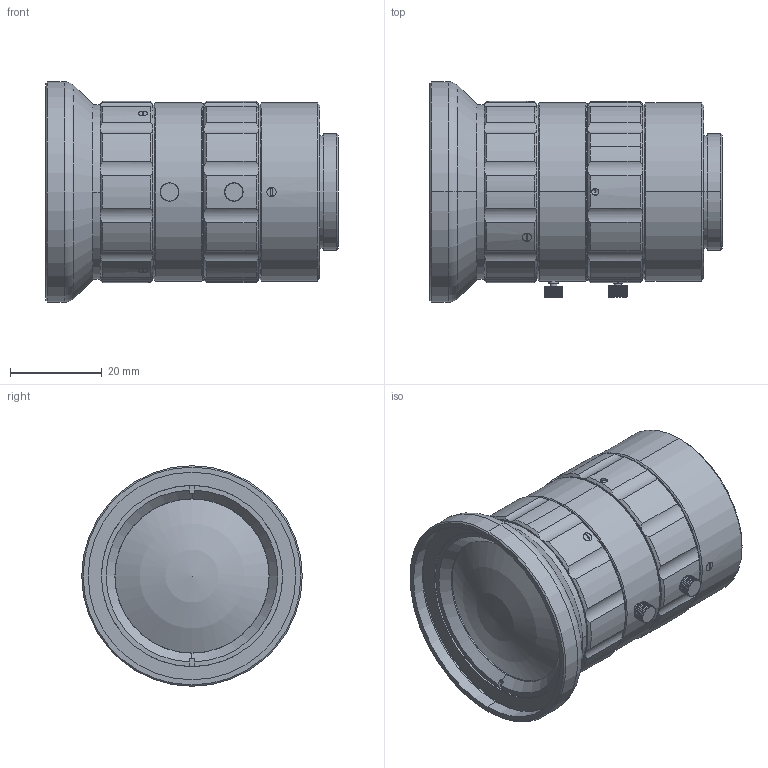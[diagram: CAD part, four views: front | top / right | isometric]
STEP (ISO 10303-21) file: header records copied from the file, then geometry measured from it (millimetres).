
FILE_DESCRIPTION (( 'STEP AP214' ), '1' );
FILE_NAME ('6GF35608EA020FF0_001_STEP.STEP', '2020-03-06T13:41:01', ( '' ), ( '' ), 'SwSTEP 2.0', 'SolidWorks 2019', '' );
FILE_SCHEMA (( 'AUTOMOTIVE_DESIGN' ));
Length unit declared in the file: millimetre
Products named in the file (1): 6GF35608EA020FF0_001_STEP
Bounding box: 63.62 x 48 x 48 mm (x, y, z)
Volume: 68528.6 mm3; surface area: 13125.9 mm2
Topology: 1 solids, 1 shells, 452 faces, 1214 edges, 788 vertices
Faces by surface type: cylinder 290, cone 84, plane 65, bspline 10, torus 2, sphere 1
Entity records: 19339 total; most frequent: CARTESIAN_POINT 6052, ORIENTED_EDGE 2420, DIRECTION 2220, EDGE_CURVE 1210, AXIS2_PLACEMENT_3D 913, VERTEX_POINT 787, EDGE_LOOP 479, CIRCLE 470
